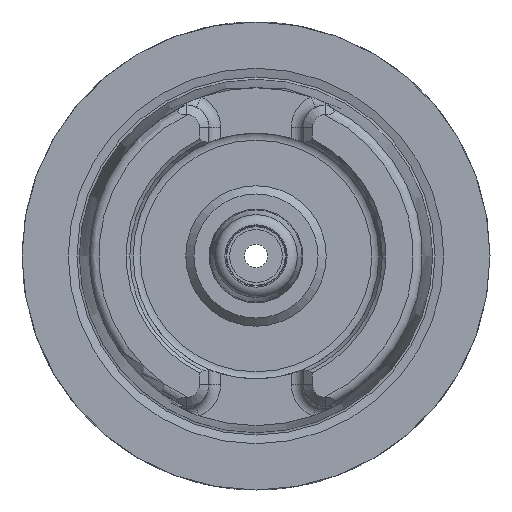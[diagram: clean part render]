
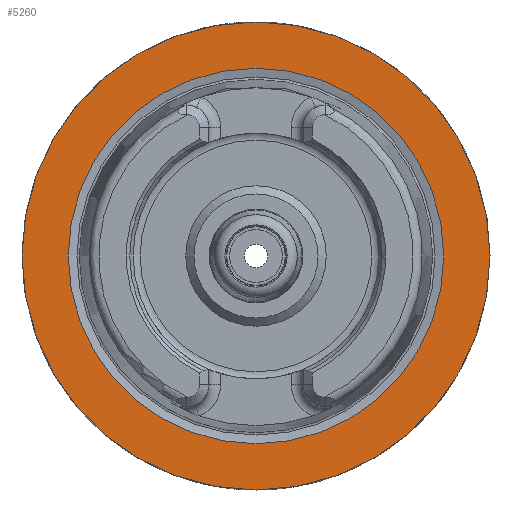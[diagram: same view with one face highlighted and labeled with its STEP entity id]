
A CAD part, left-side view. The second image highlights one B-rep face of the part: STEP entity #5260.
In plain terms, the highlighted planar face has unit normal (-1, 0, 0).
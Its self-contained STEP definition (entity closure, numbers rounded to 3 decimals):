
#4347=CARTESIAN_POINT('',(0.0,20.0,0.0));
#4348=VERTEX_POINT('',#4347);
#4349=CARTESIAN_POINT('',(0.0,0.0,0.0));
#4350=DIRECTION('',(1.0,0.0,0.0));
#4351=DIRECTION('',(0.0,1.0,0.0));
#4352=AXIS2_PLACEMENT_3D('',#4349,#4350,#4351);
#4353=CIRCLE('',#4352,20.0);
#4354=EDGE_CURVE('',#4348,#4348,#4353,.T.);
#5234=CARTESIAN_POINT('',(0.0,16.046,0.0));
#5235=VERTEX_POINT('',#5234);
#5236=CARTESIAN_POINT('',(0.0,0.0,0.0));
#5237=DIRECTION('',(1.0,0.0,0.0));
#5238=DIRECTION('',(0.0,1.0,0.0));
#5239=AXIS2_PLACEMENT_3D('',#5236,#5237,#5238);
#5240=CIRCLE('',#5239,16.046);
#5241=EDGE_CURVE('',#5235,#5235,#5240,.T.);
#5249=CARTESIAN_POINT('',(0.0,18.023,0.0));
#5250=DIRECTION('',(-1.0,0.0,0.0));
#5251=DIRECTION('',(0.0,0.0,1.0));
#5252=AXIS2_PLACEMENT_3D('',#5249,#5250,#5251);
#5253=PLANE('',#5252);
#5254=ORIENTED_EDGE('',*,*,#4354,.F.);
#5255=EDGE_LOOP('',(#5254));
#5256=FACE_OUTER_BOUND('',#5255,.T.);
#5257=ORIENTED_EDGE('',*,*,#5241,.T.);
#5258=EDGE_LOOP('',(#5257));
#5259=FACE_BOUND('',#5258,.T.);
#5260=ADVANCED_FACE('',(#5256,#5259),#5253,.T.);
